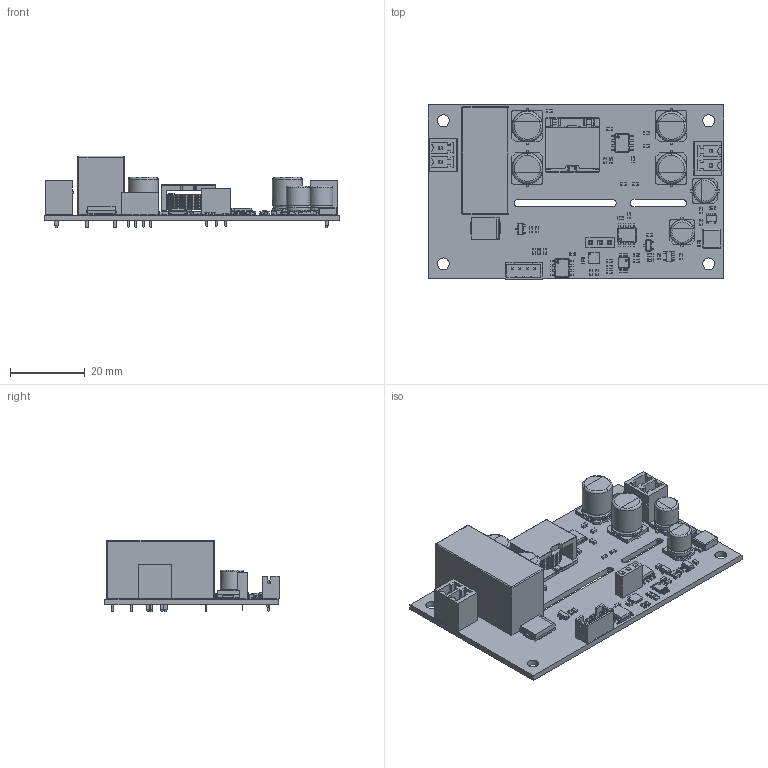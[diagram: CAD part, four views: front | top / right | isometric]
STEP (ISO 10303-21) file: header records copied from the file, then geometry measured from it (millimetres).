
FILE_DESCRIPTION(('KiCad electronic assembly'),'2;1');
FILE_NAME('Pelt_1005.step','2024-03-26T14:22:36',('Pcbnew'),('Kicad'), 'Open CASCADE STEP processor 7.6','KiCad to STEP converter','Unknown' );
FILE_SCHEMA(('AUTOMOTIVE_DESIGN { 1 0 10303 214 1 1 1 1 }'));
Length unit declared in the file: millimetre
Products named in the file (36): Pelt_1005 1; C_0603_1608Metric; SOLID; R_0603_1608Metric; QFN-20-1EP_3x3mm_P0.45mm_EP1.6x1.6mm; JST_PH_B4B-PH-K_1x04_P2.00mm_Vertical; CP_Elec_6.3x7.7; L_Sunlord_SWPA5020S; COMPOUND; PhoenixContact_MCV_1,5_2-G-3.81_1x02_P3.81mm_Vertical; SOT-23-5; CP_Elec_8x10; MSOP-8_3x3mm_P0.65mm; SOIC-8_3.9x4.9mm_P1.27mm; SOT-23; LED_0603_1608Metric; Relay_DPDT_Omron_G2RL; D_SMC; CDEP147NP-100MC-125--3DModel-STEP-56544; PinSocket_1x03_P2.54mm_Vertical; PCB
Assembly tree (75 placements, depth 3):
  Pelt_1005 1
    C_0603_1608Metric  x19
      SOLID
    R_0603_1608Metric  x14
      SOLID
    QFN-20-1EP_3x3mm_P0.45mm_EP1.6x1.6mm
      SOLID
    JST_PH_B4B-PH-K_1x04_P2.00mm_Vertical
      SOLID
    CP_Elec_6.3x7.7  x2
      SOLID
    L_Sunlord_SWPA5020S
      COMPOUND
    PhoenixContact_MCV_1,5_2-G-3.81_1x02_P3.81mm_Vertical  x2
      SOLID
    SOT-23-5  x2
      SOLID
    CP_Elec_8x10  x4
      SOLID
    MSOP-8_3x3mm_P0.65mm
      SOLID
    SOIC-8_3.9x4.9mm_P1.27mm  x3
      SOLID
    SOT-23  x2
      SOLID
    LED_0603_1608Metric
      SOLID
    Relay_DPDT_Omron_G2RL
      SOLID
    D_SMC
      SOLID
    CDEP147NP-100MC-125--3DModel-STEP-56544
      COMPOUND
    PinSocket_1x03_P2.54mm_Vertical
      SOLID
    PCB
Bounding box: 79 x 46.55 x 19.2 mm (x, y, z)
Volume: 16113.1 mm3; surface area: 16736.7 mm2
Topology: 67 solids, 67 shells, 3489 faces, 8866 edges, 5554 vertices
Faces by surface type: plane 2131, cylinder 900, bspline 270, torus 142, sphere 40, revolution 6
Full cylindrical faces by diameter (mm): 0.2 x7, 0.5 x1, 0.6 x3, 0.8 x16, 1 x3, 1.2 x4, 1.5 x8, 3.2 x4, 6.3 x4, 8 x8
Entity records: 135138 total; most frequent: CARTESIAN_POINT 29135, DIRECTION 18014, LINE 12084, VECTOR 12084, ORIENTED_EDGE 9558, PCURVE 9558, DEFINITIONAL_REPRESENTATION 9558, EDGE_CURVE 4779
